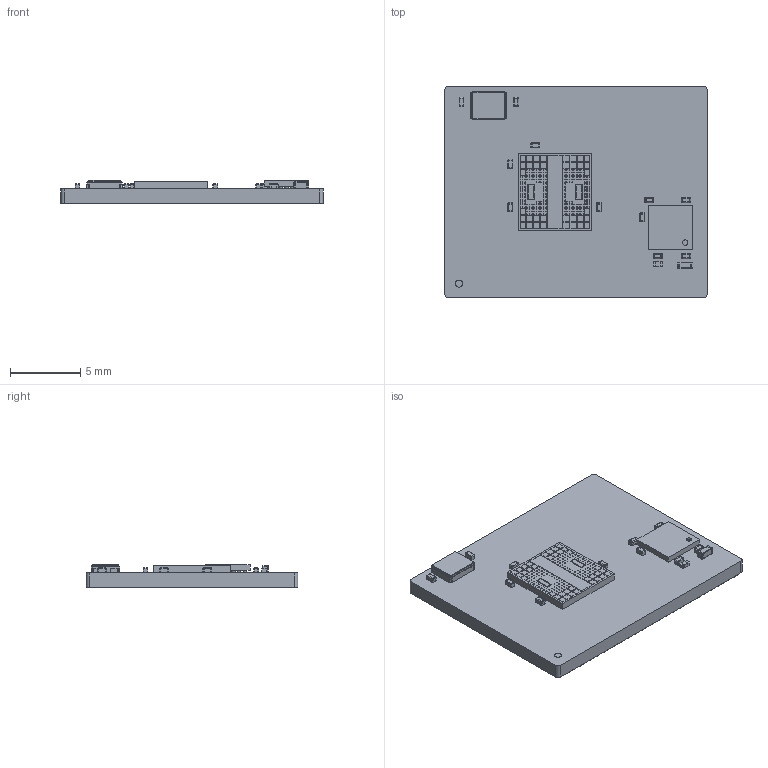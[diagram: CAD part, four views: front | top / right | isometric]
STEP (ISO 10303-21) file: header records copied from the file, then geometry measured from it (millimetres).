
FILE_DESCRIPTION(/* description */ ('STEP AP242','CAx-IF Rec.Pracs.---Representation and Presentation of Product Manufacturing Information (PMI)---4.0---2014-10-13','CAx-IF Rec.Pracs.---3D Tessellated Geometry---0.4---2014-09-14','2;1'),/* implementation_level */ '2;1');
FILE_NAME(/* name */ '679657f92b6d1b25118658b5',/* time_stamp */ '2025-01-26T15:42:53Z',/* author */ (''),/* organization */ (''),/* preprocessor_version */ 'ST-DEVELOPER v20',/* originating_system */ 'ONSHAPE BY PTC INC, 1.192',/* authorisation */ ' ');
FILE_SCHEMA (('AP242_MANAGED_MODEL_BASED_3D_ENGINEERING_MIM_LF { 1 0 10303 442 1 1 4 }'));
Length unit declared in the file: metre
Products named in the file (296): Open CASCADE STEP translator 6.8 11.2.1; ball_7; AP111_MODEL; Open CASCADE STEP translator 6.8 11.1.1_3; ball_39; ball_23; Open CASCADE STEP translator 6.8 11.1.1_4; ECS-240-10-36B-7KM-TR; ball_32; ball_16; ball; ball_48; Open CASCADE STEP translator 6.8 11.2.1_1; Open CASCADE STEP translator 6.8 11.1.1_1; Open CASCADE STEP translator 6.8 11.1.2_1; ball_8; Open CASCADE STEP translator 7.5 2.1.1; Open CASCADE STEP translator 6.8 11.1.1; Open CASCADE STEP translator 6.8 11.1.2_3; ball_40; ball_24; Open CASCADE STEP translator 6.8 11.1.2; ball_4; Extruded; Open CASCADE STEP translator 6.8 11.1.2_4; Extruded_1; Open CASCADE STEP translator 6.8 11.1.1_2; ball_36; ball_20; ball_29; ball_33; ball_13; ball_17; ball_1; ball_45; Open CASCADE STEP translator 6.8 26.1.1; Part 268; ball_9; Part 269; Open CASCADE STEP translator 6.8 11.2.1_3 ...
Bounding box: 18.6 x 15 x 1.64 mm (x, y, z)
Volume: 309.7 mm3; surface area: 897.7 mm2
Topology: 295 solids, 296 shells, 1975 faces, 4246 edges, 2671 vertices
Faces by surface type: plane 1527, cylinder 303, sphere 145
Full cylindrical faces by diameter (mm): 0.393 x1, 0.5 x1
Entity records: 58482 total; most frequent: DIRECTION 9150, CARTESIAN_POINT 8894, ORIENTED_EDGE 8001, EDGE_CURVE 4001, LINE 3394, VECTOR 3394, AXIS2_PLACEMENT_3D 2878, VERTEX_POINT 2622
